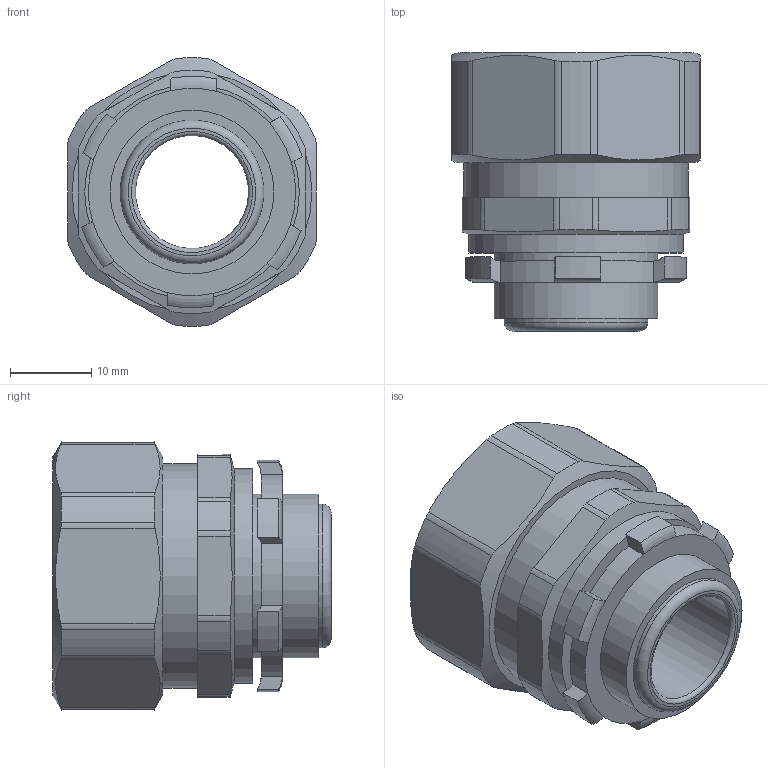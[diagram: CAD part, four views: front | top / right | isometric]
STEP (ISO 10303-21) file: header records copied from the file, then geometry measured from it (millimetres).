
FILE_DESCRIPTION(/* description */ (''),/* implementation_level */ '2;1');
FILE_NAME(/* name */ '',/* time_stamp */ '2025-06-23T14:08:48+07:00',/* author */ ('zeta-82'),/* organization */ (''),/* preprocessor_version */ 'ST-DEVELOPER v19.2',/* originating_system */ 'Autodesk Inventor 2024',/* authorisation */ '');
FILE_SCHEMA (('AUTOMOTIVE_DESIGN { 1 0 10303 214 3 1 1 }'));
Length unit declared in the file: millimetre
Products named in the file (1): АТК-15
Bounding box: 30.6 x 34.2 x 33.03 mm (x, y, z)
Volume: 11641.6 mm3; surface area: 7131.8 mm2
Topology: 1 solids, 1 shells, 113 faces, 276 edges, 176 vertices
Faces by surface type: cylinder 58, plane 37, torus 14, cone 4
Full cylindrical faces by diameter (mm): 13.9 x1, 17.7 x1, 18.4 x1, 20.15 x2, 20.2 x1, 21.5 x1, 21.55 x1, 26.4 x1, 27.6 x1
Entity records: 3594 total; most frequent: CARTESIAN_POINT 834, ORIENTED_EDGE 552, DIRECTION 528, EDGE_CURVE 276, AXIS2_PLACEMENT_3D 218, VERTEX_POINT 176, EDGE_LOOP 126, FACE_OUTER_BOUND 113
